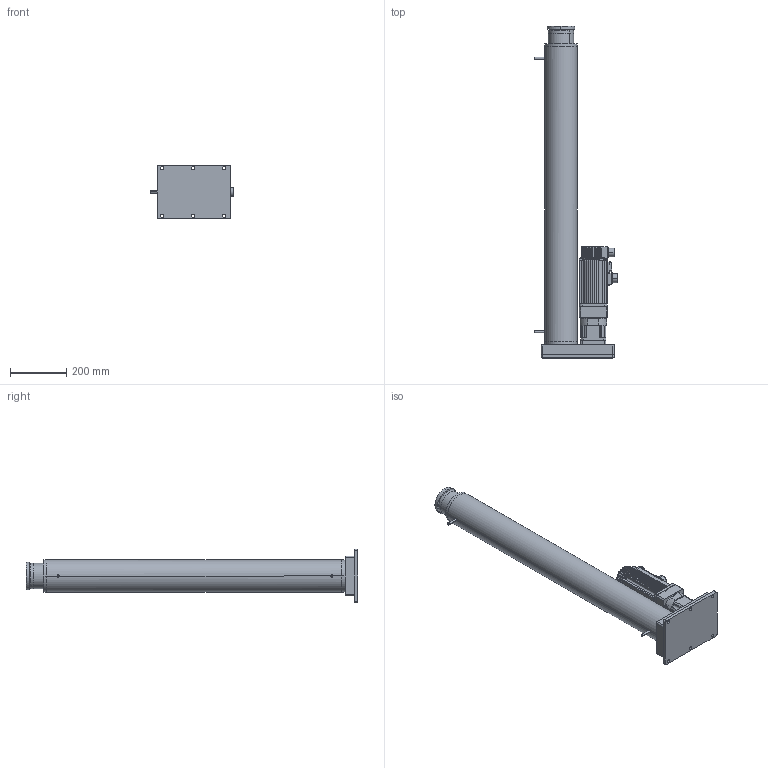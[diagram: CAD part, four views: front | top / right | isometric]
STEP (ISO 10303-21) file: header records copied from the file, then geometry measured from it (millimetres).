
FILE_DESCRIPTION (( 'STEP AP203' ), '1' );
FILE_NAME ('RLD115-10HB-5.9KN-R1800-S2-100mm-s.STEP', '2025-01-06T00:41:18', ( '微软用户' ), ( '微软中国' ), 'SwSTEP 2.0', 'SolidWorks 2022', '' );
FILE_SCHEMA (( 'CONFIG_CONTROL_DESIGN' ));
Length unit declared in the file: millimetre
Products named in the file (9): 复件 240408-DM-115多节缸第一节管^RLD115-10HB-5.9KN-R1800-S2-100mm-s; RLD115-10HB-5.9KN-R1800-S2-100mm-s; 复件 MS1H2-10C30CB(D)-U(A)334Z^RLD115-10HB-5.9KN-R1800-S2-100mm-s; 复件 PGH90-L1-22-95-115-M8-A22^RLD115-10HB-5.9KN-R1800-S2-100mm-s; 复件 240408-DM-115多节缸箱体盖板^RLD115-10HB-5.9KN-R1800-S2-100mm-s; 复件 240408-DM-115多节缸第二节管^RLD115-10HB-5.9KN-R1800-S2-100mm-s; 复件 240408-DM-115多节缸轴承座^RLD115-10HB-5.9KN-R1800-S2-100mm-s; 零件10^RLD115-10HB-5.9KN-R1800-S2-100mm-s; 复件 240408-DM-115多节缸第三节管^RLD115-10HB-5.9KN-R1800-S2-100mm-s
Assembly tree (8 placements, depth 2):
  RLD115-10HB-5.9KN-R1800-S2-100mm-s
    复件 240408-DM-115多节缸箱体盖板^RLD115-10HB-5.9KN-R1800-S2-100mm-s
    复件 240408-DM-115多节缸轴承座^RLD115-10HB-5.9KN-R1800-S2-100mm-s
    复件 240408-DM-115多节缸第二节管^RLD115-10HB-5.9KN-R1800-S2-100mm-s
    复件 240408-DM-115多节缸第三节管^RLD115-10HB-5.9KN-R1800-S2-100mm-s
    复件 240408-DM-115多节缸第一节管^RLD115-10HB-5.9KN-R1800-S2-100mm-s
    复件 MS1H2-10C30CB(D)-U(A)334Z^RLD115-10HB-5.9KN-R1800-S2-100mm-s
    复件 PGH90-L1-22-95-115-M8-A22^RLD115-10HB-5.9KN-R1800-S2-100mm-s
    零件10^RLD115-10HB-5.9KN-R1800-S2-100mm-s
Bounding box: 298 x 1180 x 190 mm (x, y, z)
Volume: 7178424.3 mm3; surface area: 2442637.8 mm2
Topology: 29 solids, 50 shells, 1810 faces, 4738 edges, 2875 vertices
Faces by surface type: bspline 1223, cylinder 256, plane 237, cone 58, torus 36
Entity records: 69828 total; most frequent: CARTESIAN_POINT 37072, ORIENTED_EDGE 8770, EDGE_CURVE 4627, DIRECTION 3269, VERTEX_POINT 2883, EDGE_LOOP 2058, B_SPLINE_CURVE_WITH_KNOTS 2000, FACE_OUTER_BOUND 1812
